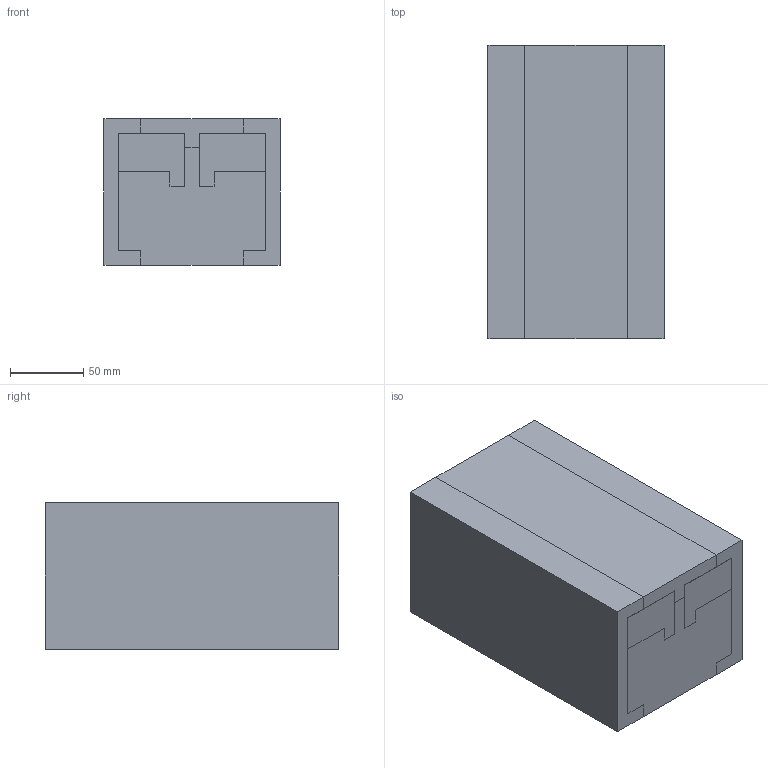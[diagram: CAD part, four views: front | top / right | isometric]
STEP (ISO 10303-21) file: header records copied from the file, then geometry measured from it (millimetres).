
FILE_DESCRIPTION (( 'STEP AP214' ), '1' );
FILE_NAME ('assembly-figura8-li-exploded-very_easy.STEP', '2019-07-31T22:11:38', ( '' ), ( '' ), 'SwSTEP 2.0', 'SolidWorks 2018', '' );
FILE_SCHEMA (( 'AUTOMOTIVE_DESIGN' ));
Length unit declared in the file: centimetre
Products named in the file (12): PartD; PartE; PartB; assembly-figura8-li-exploded-very_easy; PartC-Int; PartG
Assembly tree (6 placements, depth 2):
  PartD
  PartE
  assembly-figura8-li-exploded-very_easy
    PartB
    PartD  x2
    PartE
    PartG
    PartC-Int
  PartB
  PartD
Bounding box: 120 x 200 x 100 mm (x, y, z)
Volume: 2400000 mm3; surface area: 316800 mm2
Topology: 6 solids, 6 shells, 64 faces, 156 edges, 104 vertices
Faces by surface type: plane 64
Entity records: 1942 total; most frequent: CARTESIAN_POINT 296, ORIENTED_EDGE 276, DIRECTION 270, EDGE_CURVE 138, LINE 138, VECTOR 138, VERTEX_POINT 92, AXIS2_PLACEMENT_3D 66
